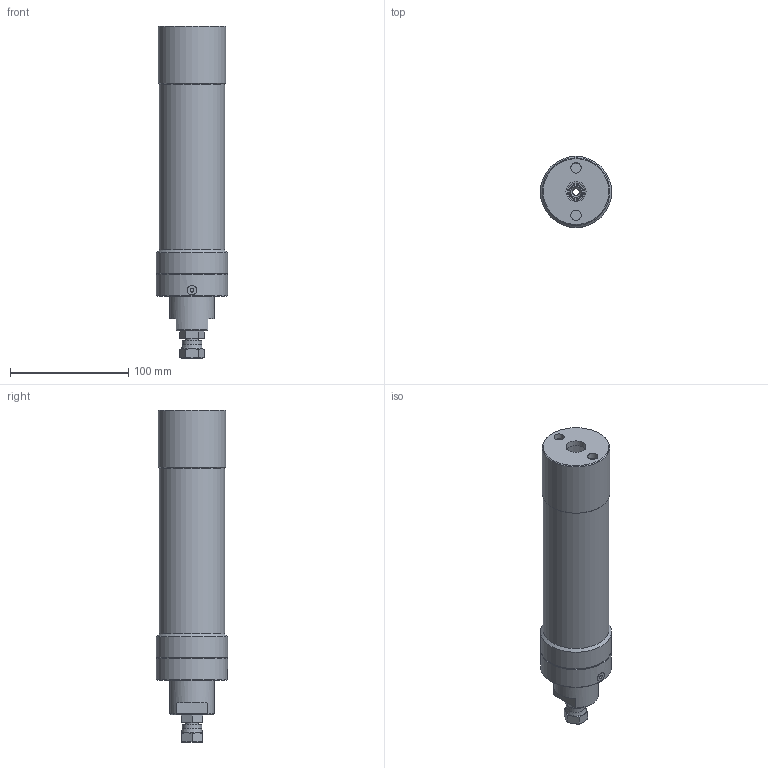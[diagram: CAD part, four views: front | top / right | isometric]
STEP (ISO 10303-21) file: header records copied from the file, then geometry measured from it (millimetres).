
FILE_DESCRIPTION(/* description */ ('Unknown','CAx-IF Rec.Pracs.---Representation and Presentation of Product Manufacturing Information (PMI)---4.0---2014-10-13','CAx-IF Rec.Pracs.---3D Tessellated Geometry---0.4---2014-09-14','2;1'),/* implementation_level */ '2;1');
FILE_NAME(/* name */ '990269_Z474',/* time_stamp */ '2022-10-06T14:04:28+02:00',/* author */ ('Unknown'),/* organization */ ('Unknown'),/* preprocessor_version */ 'ST-DEVELOPER v16.7',/* originating_system */ 'Solid Edge',/* authorisation */ 'Unknown');
FILE_SCHEMA (('AP242_MANAGED_MODEL_BASED_3D_ENGINEERING_MIM_LF { 1 0 10303 442 1 1 4 }'));
Length unit declared in the file: millimetre
Products named in the file (7): 990269_Z474; Z474; Z475; O-Ring 14,5x2,5; O-Ring 48x3,5; O-Ring 52x2,62; ev1414hd44623
Assembly tree (6 placements, depth 2):
  990269_Z474
    Z474
    Z475
    O-Ring 14,5x2,5
    O-Ring 48x3,5
    O-Ring 52x2,62
    ev1414hd44623
Bounding box: 60 x 60 x 280.2 mm (x, y, z)
Volume: 171111.5 mm3; surface area: 106973.4 mm2
Topology: 6 solids, 6 shells, 125 faces, 247 edges, 152 vertices
Faces by surface type: plane 48, cone 39, cylinder 34, torus 4
Full cylindrical faces by diameter (mm): 3.242 x1, 5.5 x1, 8 x1, 8.8 x2, 10.5 x1, 11.4 x1, 11.445 x1, 11.5 x1, 11.8 x1, 12 x1, 13 x1, 13.157 x1, 13.376 x1, 16 x1, 16.3 x1, 16.917 x1, 28 x1, 38 x1, 50 x3, 52 x1, 53 x3, 54.376 x1, 55.3 x1, 55.5 x1, 56 x1, 57 x1, 57.8 x1, 60 x2
Entity records: 3411 total; most frequent: CARTESIAN_POINT 583, DIRECTION 498, ORIENTED_EDGE 364, AXIS2_PLACEMENT_3D 238, FACE_BOUND 209, EDGE_LOOP 206, EDGE_CURVE 182, VERTEX_POINT 141
